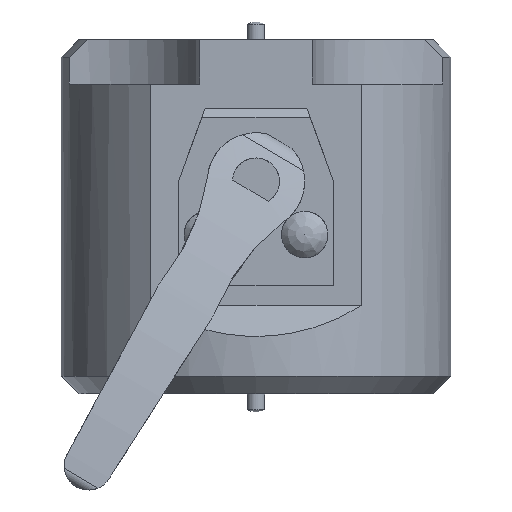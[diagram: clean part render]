
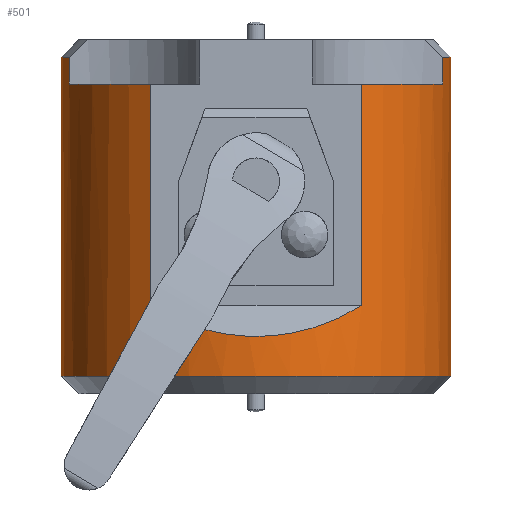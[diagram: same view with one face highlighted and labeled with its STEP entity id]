
A CAD part, front view. The second image highlights one B-rep face of the part: STEP entity #501.
In plain terms, the highlighted cylindrical face has radius 44 mm (diameter 88 mm), a full revolution.
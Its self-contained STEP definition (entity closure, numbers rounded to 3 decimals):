
#267=FACE_BOUND('',#725,.T.);
#268=FACE_BOUND('',#726,.T.);
#269=FACE_BOUND('',#727,.T.);
#327=CIRCLE('',#1939,44.);
#328=CIRCLE('',#1940,44.);
#329=CIRCLE('',#1941,44.);
#330=CIRCLE('',#1942,44.);
#331=CIRCLE('',#1943,44.);
#332=CIRCLE('',#1944,44.);
#333=CIRCLE('',#1945,44.);
#334=CIRCLE('',#1947,44.);
#399=CYLINDRICAL_SURFACE('',#1948,44.);
#440=B_SPLINE_CURVE_WITH_KNOTS('',3,(#2835,#2836,#2837,#2838,#2839,#2840,
#2841,#2842,#2843,#2844,#2845,#2846,#2847,#2848,#2849,#2850,#2851,#2852,
#2853,#2854,#2855,#2856,#2857,#2858,#2859,#2860,#2861,#2862,#2863,#2864,
#2865,#2866,#2867,#2868,#2869,#2870,#2871,#2872,#2873,#2874),
 .UNSPECIFIED.,.T.,.F.,(2,2,2,2,2,2,2,2,2,2,2,2,2,2,2,2,2,2,2,2,2,2),(-0.031,
0.,0.031,0.063,0.125,0.188,0.25,0.313,0.375,0.438,0.5,0.531,0.563,
0.625,0.688,0.75,0.813,0.875,0.938,0.969,1.,1.031),.UNSPECIFIED.);
#501=ADVANCED_FACE('',(#267,#268,#269),#399,.T.);
#725=EDGE_LOOP('',(#1129,#1130,#1131,#1132,#1133,#1134,#1135,#1136,#1137,
#1138,#1139,#1140,#1141,#1142,#1143,#1144));
#726=EDGE_LOOP('',(#1145));
#727=EDGE_LOOP('',(#1146));
#851=LINE('',#2804,#935);
#852=LINE('',#2808,#936);
#853=LINE('',#2812,#937);
#854=LINE('',#2816,#938);
#855=LINE('',#2820,#939);
#856=LINE('',#2824,#940);
#857=LINE('',#2828,#941);
#858=LINE('',#2832,#942);
#935=VECTOR('',#2221,1.);
#936=VECTOR('',#2224,1.);
#937=VECTOR('',#2227,1.);
#938=VECTOR('',#2230,1.);
#939=VECTOR('',#2233,1.);
#940=VECTOR('',#2236,1.);
#941=VECTOR('',#2239,1.);
#942=VECTOR('',#2242,1.);
#1129=ORIENTED_EDGE('',*,*,#1690,.F.);
#1130=ORIENTED_EDGE('',*,*,#1691,.T.);
#1131=ORIENTED_EDGE('',*,*,#1692,.T.);
#1132=ORIENTED_EDGE('',*,*,#1693,.F.);
#1133=ORIENTED_EDGE('',*,*,#1694,.T.);
#1134=ORIENTED_EDGE('',*,*,#1695,.F.);
#1135=ORIENTED_EDGE('',*,*,#1696,.T.);
#1136=ORIENTED_EDGE('',*,*,#1697,.T.);
#1137=ORIENTED_EDGE('',*,*,#1698,.F.);
#1138=ORIENTED_EDGE('',*,*,#1699,.T.);
#1139=ORIENTED_EDGE('',*,*,#1700,.T.);
#1140=ORIENTED_EDGE('',*,*,#1701,.F.);
#1141=ORIENTED_EDGE('',*,*,#1702,.T.);
#1142=ORIENTED_EDGE('',*,*,#1703,.T.);
#1143=ORIENTED_EDGE('',*,*,#1704,.T.);
#1144=ORIENTED_EDGE('',*,*,#1705,.T.);
#1145=ORIENTED_EDGE('',*,*,#1706,.F.);
#1146=ORIENTED_EDGE('',*,*,#1707,.T.);
#1503=VERTEX_POINT('',#2802);
#1504=VERTEX_POINT('',#2803);
#1505=VERTEX_POINT('',#2805);
#1506=VERTEX_POINT('',#2807);
#1507=VERTEX_POINT('',#2809);
#1508=VERTEX_POINT('',#2811);
#1509=VERTEX_POINT('',#2813);
#1510=VERTEX_POINT('',#2815);
#1511=VERTEX_POINT('',#2817);
#1512=VERTEX_POINT('',#2819);
#1513=VERTEX_POINT('',#2821);
#1514=VERTEX_POINT('',#2823);
#1515=VERTEX_POINT('',#2825);
#1516=VERTEX_POINT('',#2827);
#1517=VERTEX_POINT('',#2829);
#1518=VERTEX_POINT('',#2831);
#1519=VERTEX_POINT('',#2834);
#1520=VERTEX_POINT('',#2875);
#1690=EDGE_CURVE('',#1503,#1504,#327,.T.);
#1691=EDGE_CURVE('',#1503,#1505,#851,.T.);
#1692=EDGE_CURVE('',#1505,#1506,#328,.T.);
#1693=EDGE_CURVE('',#1507,#1506,#852,.T.);
#1694=EDGE_CURVE('',#1507,#1508,#329,.T.);
#1695=EDGE_CURVE('',#1509,#1508,#853,.T.);
#1696=EDGE_CURVE('',#1509,#1510,#330,.T.);
#1697=EDGE_CURVE('',#1510,#1511,#854,.T.);
#1698=EDGE_CURVE('',#1512,#1511,#331,.T.);
#1699=EDGE_CURVE('',#1512,#1513,#855,.T.);
#1700=EDGE_CURVE('',#1513,#1514,#332,.T.);
#1701=EDGE_CURVE('',#1515,#1514,#856,.T.);
#1702=EDGE_CURVE('',#1515,#1516,#333,.T.);
#1703=EDGE_CURVE('',#1516,#1517,#857,.T.);
#1704=EDGE_CURVE('',#1517,#1518,#1865,.T.);
#1705=EDGE_CURVE('',#1518,#1504,#858,.T.);
#1706=EDGE_CURVE('',#1519,#1519,#334,.T.);
#1707=EDGE_CURVE('',#1520,#1520,#440,.T.);
#1865=ELLIPSE('',#1946,62.225,44.);
#1939=AXIS2_PLACEMENT_3D('',#2801,#2219,#2220);
#1940=AXIS2_PLACEMENT_3D('',#2806,#2222,#2223);
#1941=AXIS2_PLACEMENT_3D('',#2810,#2225,#2226);
#1942=AXIS2_PLACEMENT_3D('',#2814,#2228,#2229);
#1943=AXIS2_PLACEMENT_3D('',#2818,#2231,#2232);
#1944=AXIS2_PLACEMENT_3D('',#2822,#2234,#2235);
#1945=AXIS2_PLACEMENT_3D('',#2826,#2237,#2238);
#1946=AXIS2_PLACEMENT_3D('',#2830,#2240,#2241);
#1947=AXIS2_PLACEMENT_3D('',#2833,#2243,#2244);
#1948=AXIS2_PLACEMENT_3D('',#2876,#2245,#2246);
#2219=DIRECTION('',(0.,0.,1.));
#2220=DIRECTION('',(0.,1.,0.));
#2221=DIRECTION('',(0.,0.,1.));
#2222=DIRECTION('',(0.,0.,-1.));
#2223=DIRECTION('',(0.,1.,0.));
#2224=DIRECTION('',(0.,0.,1.));
#2225=DIRECTION('',(0.,0.,-1.));
#2226=DIRECTION('',(0.,-1.,0.));
#2227=DIRECTION('',(0.,0.,-1.));
#2228=DIRECTION('',(0.,0.,-1.));
#2229=DIRECTION('',(0.,1.,0.));
#2230=DIRECTION('',(0.,0.,-1.));
#2231=DIRECTION('',(0.,0.,1.));
#2232=DIRECTION('',(0.,1.,0.));
#2233=DIRECTION('',(0.,0.,1.));
#2234=DIRECTION('',(0.,0.,-1.));
#2235=DIRECTION('',(0.,1.,0.));
#2236=DIRECTION('',(0.,0.,1.));
#2237=DIRECTION('',(0.,0.,-1.));
#2238=DIRECTION('',(0.,-1.,0.));
#2239=DIRECTION('',(0.,0.,-1.));
#2240=DIRECTION('',(0.,0.707,-0.707));
#2241=DIRECTION('',(0.,-0.707,-0.707));
#2242=DIRECTION('',(0.,0.,1.));
#2243=DIRECTION('',(0.,0.,-1.));
#2244=DIRECTION('',(0.,1.,0.));
#2245=DIRECTION('',(0.,0.,-1.));
#2246=DIRECTION('',(0.,1.,0.));
#2801=CARTESIAN_POINT('',(0.,-52.5,33.));
#2802=CARTESIAN_POINT('',(-42.162,-65.085,33.));
#2803=CARTESIAN_POINT('',(-23.812,-89.5,33.));
#2804=CARTESIAN_POINT('',(-42.162,-65.085,38.));
#2805=CARTESIAN_POINT('',(-42.162,-65.085,39.));
#2806=CARTESIAN_POINT('',(0.,-52.5,39.));
#2807=CARTESIAN_POINT('',(-42.162,-39.915,39.));
#2808=CARTESIAN_POINT('',(-42.162,-39.915,38.));
#2809=CARTESIAN_POINT('',(-42.162,-39.915,33.));
#2810=CARTESIAN_POINT('',(0.,-52.5,33.));
#2811=CARTESIAN_POINT('',(-12.585,-10.338,33.));
#2812=CARTESIAN_POINT('',(-12.585,-10.338,38.));
#2813=CARTESIAN_POINT('',(-12.585,-10.338,39.));
#2814=CARTESIAN_POINT('',(0.,-52.5,39.));
#2815=CARTESIAN_POINT('',(12.585,-10.338,39.));
#2816=CARTESIAN_POINT('',(12.585,-10.338,38.));
#2817=CARTESIAN_POINT('',(12.585,-10.338,33.));
#2818=CARTESIAN_POINT('',(0.,-52.5,33.));
#2819=CARTESIAN_POINT('',(42.162,-39.915,33.));
#2820=CARTESIAN_POINT('',(42.162,-39.915,38.));
#2821=CARTESIAN_POINT('',(42.162,-39.915,39.));
#2822=CARTESIAN_POINT('',(0.,-52.5,39.));
#2823=CARTESIAN_POINT('',(42.162,-65.085,39.));
#2824=CARTESIAN_POINT('',(42.162,-65.085,38.));
#2825=CARTESIAN_POINT('',(42.162,-65.085,33.));
#2826=CARTESIAN_POINT('',(0.,-52.5,33.));
#2827=CARTESIAN_POINT('',(23.812,-89.5,33.));
#2828=CARTESIAN_POINT('',(23.812,-89.5,-37.));
#2829=CARTESIAN_POINT('',(23.812,-89.5,-17.));
#2830=CARTESIAN_POINT('',(0.,-52.5,20.));
#2831=CARTESIAN_POINT('',(-23.812,-89.5,-17.));
#2832=CARTESIAN_POINT('',(-23.812,-89.5,-37.));
#2833=CARTESIAN_POINT('',(0.,-52.5,-33.));
#2834=CARTESIAN_POINT('',(0.,-8.5,-33.));
#2835=CARTESIAN_POINT('',(2.018,-8.5,29.5));
#2836=CARTESIAN_POINT('',(-2.018,-8.5,29.5));
#2837=CARTESIAN_POINT('',(-3.992,-8.638,29.295));
#2838=CARTESIAN_POINT('',(-7.856,-9.163,28.503));
#2839=CARTESIAN_POINT('',(-9.762,-9.557,27.905));
#2840=CARTESIAN_POINT('',(-15.1,-11.008,25.636));
#2841=CARTESIAN_POINT('',(-18.277,-12.364,23.454));
#2842=CARTESIAN_POINT('',(-23.536,-15.204,18.172));
#2843=CARTESIAN_POINT('',(-25.655,-16.703,15.052));
#2844=CARTESIAN_POINT('',(-28.637,-19.041,8.042));
#2845=CARTESIAN_POINT('',(-29.492,-19.847,4.058));
#2846=CARTESIAN_POINT('',(-29.508,-19.861,-3.945));
#2847=CARTESIAN_POINT('',(-28.68,-19.078,-7.899));
#2848=CARTESIAN_POINT('',(-25.709,-16.742,-14.967));
#2849=CARTESIAN_POINT('',(-23.587,-15.235,-18.11));
#2850=CARTESIAN_POINT('',(-18.309,-12.378,-23.432));
#2851=CARTESIAN_POINT('',(-15.168,-11.032,-25.598));
#2852=CARTESIAN_POINT('',(-8.031,-9.081,-28.65));
#2853=CARTESIAN_POINT('',(-4.039,-8.506,-29.492));
#2854=CARTESIAN_POINT('',(1.927,-8.497,-29.504));
#2855=CARTESIAN_POINT('',(3.949,-8.634,-29.302));
#2856=CARTESIAN_POINT('',(7.837,-9.159,-28.509));
#2857=CARTESIAN_POINT('',(9.707,-9.544,-27.926));
#2858=CARTESIAN_POINT('',(15.112,-11.008,-25.636));
#2859=CARTESIAN_POINT('',(18.279,-12.365,-23.454));
#2860=CARTESIAN_POINT('',(23.546,-15.21,-18.16));
#2861=CARTESIAN_POINT('',(25.679,-16.72,-15.013));
#2862=CARTESIAN_POINT('',(28.651,-19.053,-7.994));
#2863=CARTESIAN_POINT('',(29.499,-19.853,-4.046));
#2864=CARTESIAN_POINT('',(29.501,-19.855,4.035));
#2865=CARTESIAN_POINT('',(28.651,-19.054,7.992));
#2866=CARTESIAN_POINT('',(25.68,-16.721,15.011));
#2867=CARTESIAN_POINT('',(23.547,-15.21,18.159));
#2868=CARTESIAN_POINT('',(18.281,-12.366,23.452));
#2869=CARTESIAN_POINT('',(15.117,-11.015,25.625));
#2870=CARTESIAN_POINT('',(9.786,-9.562,27.897));
#2871=CARTESIAN_POINT('',(7.874,-9.166,28.498));
#2872=CARTESIAN_POINT('',(4.003,-8.639,29.294));
#2873=CARTESIAN_POINT('',(2.018,-8.5,29.5));
#2874=CARTESIAN_POINT('',(-2.018,-8.5,29.5));
#2875=CARTESIAN_POINT('',(0.,-8.5,29.5));
#2876=CARTESIAN_POINT('',(0.,-52.5,-37.));
